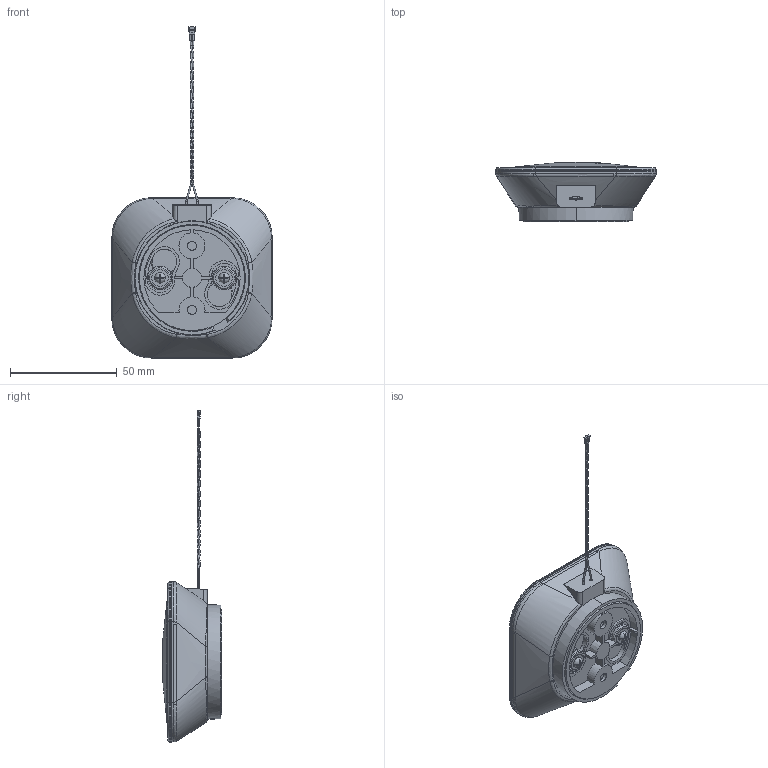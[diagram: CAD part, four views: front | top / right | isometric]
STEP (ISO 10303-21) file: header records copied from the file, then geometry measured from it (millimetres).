
FILE_DESCRIPTION (( 'STEP AP214' ), '1' );
FILE_NAME ('NFR.03_Web.STEP', '2022-03-14T15:41:21', ( '' ), ( '' ), 'SwSTEP 2.0', 'SolidWorks 2018', '' );
FILE_SCHEMA (( 'AUTOMOTIVE_DESIGN' ));
Length unit declared in the file: millimetre
Products named in the file (1): NFR.03_Web
Bounding box: 75 x 27.9 x 155.46 mm (x, y, z)
Surface area: 21110.5 mm2 (no closed solid volume)
Topology: 0 solids, 15 shells, 398 faces, 1246 edges, 837 vertices
Faces by surface type: plane 155, cylinder 129, bspline 74, cone 32, torus 8
Entity records: 31185 total; most frequent: CARTESIAN_POINT 16668, ORIENTED_EDGE 2165, DIRECTION 1803, EDGE_CURVE 1246, VERTEX_POINT 837, AXIS2_PLACEMENT_3D 624, LINE 555, VECTOR 555
